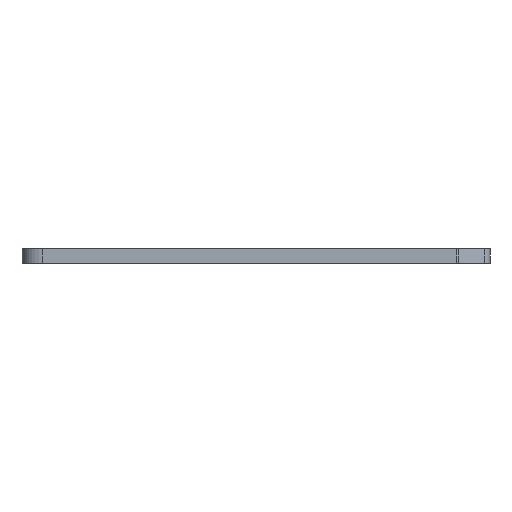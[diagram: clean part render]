
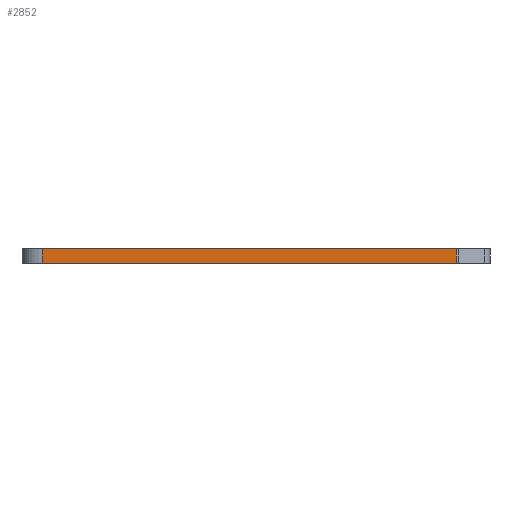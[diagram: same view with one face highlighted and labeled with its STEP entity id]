
A CAD part, front view. The second image highlights one B-rep face of the part: STEP entity #2852.
In plain terms, the highlighted planar face has unit normal (0, -1, 0).
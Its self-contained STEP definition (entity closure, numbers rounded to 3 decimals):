
#1364=CARTESIAN_POINT('',(125.067,-35.345,-98.962));
#1365=VERTEX_POINT('',#1364);
#1680=CARTESIAN_POINT('',(185.919,-35.345,-98.962));
#1681=VERTEX_POINT('',#1680);
#1689=CARTESIAN_POINT('',(125.067,-35.345,-98.962));
#1690=DIRECTION('',(1.,0.,0.));
#1691=VECTOR('',#1690,60.852);
#1692=LINE('',#1689,#1691);
#1693=EDGE_CURVE('',#1365,#1681,#1692,.T.);
#2822=CARTESIAN_POINT('',(155.493,-35.345,-100.062));
#2823=DIRECTION('',(0.,0.,1.));
#2824=DIRECTION('',(0.,1.,0.));
#2825=AXIS2_PLACEMENT_3D('',#2822,#2824,#2823);
#2826=PLANE('',#2825);
#2827=CARTESIAN_POINT('',(125.067,-35.345,-101.162));
#2828=VERTEX_POINT('',#2827);
#2829=CARTESIAN_POINT('',(125.067,-35.345,-98.962));
#2830=DIRECTION('',(0.,0.,-1.));
#2831=VECTOR('',#2830,2.2);
#2832=LINE('',#2829,#2831);
#2833=EDGE_CURVE('',#1365,#2828,#2832,.T.);
#2834=ORIENTED_EDGE('E831',*,*,#2833,.F.);
#2835=ORIENTED_EDGE('E831',*,*,#1693,.T.);
#2836=CARTESIAN_POINT('',(185.919,-35.345,-101.162));
#2837=VERTEX_POINT('',#2836);
#2838=CARTESIAN_POINT('',(185.919,-35.345,-98.962));
#2839=DIRECTION('',(0.,0.,-1.));
#2840=VECTOR('',#2839,2.2);
#2841=LINE('',#2838,#2840);
#2842=EDGE_CURVE('',#1681,#2837,#2841,.T.);
#2843=ORIENTED_EDGE('E832',*,*,#2842,.T.);
#2844=CARTESIAN_POINT('',(185.919,-35.345,-101.162));
#2845=DIRECTION('',(-1.,0.,0.));
#2846=VECTOR('',#2845,60.852);
#2847=LINE('',#2844,#2846);
#2848=EDGE_CURVE('',#2837,#2828,#2847,.T.);
#2849=ORIENTED_EDGE('E2445',*,*,#2848,.T.);
#2850=EDGE_LOOP('',(#2834,#2835,#2843,#2849));
#2851=FACE_OUTER_BOUND('',#2850,.F.);
#2852=ADVANCED_FACE('F192',(#2851),#2826,.F.);
